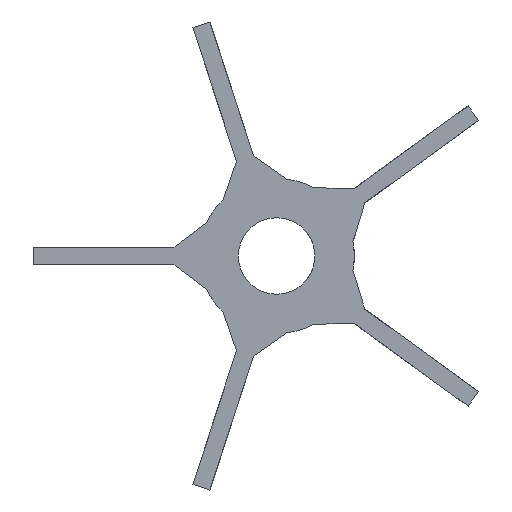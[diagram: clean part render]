
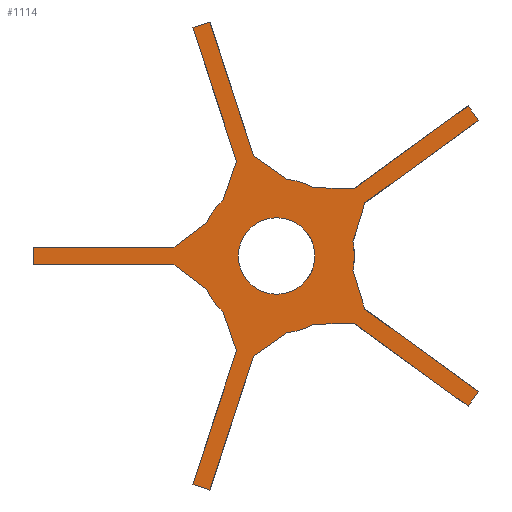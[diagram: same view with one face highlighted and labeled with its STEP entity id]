
A CAD part, front view. The second image highlights one B-rep face of the part: STEP entity #1114.
In plain terms, the highlighted planar face has unit normal (0, -1, 0).
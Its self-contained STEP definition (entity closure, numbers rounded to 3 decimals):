
#46=FACE_BOUND('',#209,.T.);
#75=PLANE('',#1231);
#130=FACE_OUTER_BOUND('',#208,.T.);
#208=EDGE_LOOP('',(#992,#993,#994,#995,#996,#997,#998,#999,#1000,#1001,
#1002,#1003,#1004,#1005,#1006,#1007,#1008,#1009,#1010,#1011,#1012,#1013,
#1014,#1015,#1016,#1017,#1018,#1019,#1020,#1021));
#209=EDGE_LOOP('',(#1022));
#218=LINE('',#1564,#322);
#226=LINE('',#1589,#330);
#234=LINE('',#1614,#338);
#242=LINE('',#1639,#346);
#250=LINE('',#1664,#354);
#266=LINE('',#1754,#370);
#270=LINE('',#1763,#374);
#273=LINE('',#1771,#377);
#275=LINE('',#1775,#379);
#278=LINE('',#1783,#382);
#280=LINE('',#1787,#384);
#282=LINE('',#1795,#386);
#284=LINE('',#1803,#388);
#286=LINE('',#1812,#390);
#289=LINE('',#1822,#393);
#294=LINE('',#1871,#398);
#306=LINE('',#1897,#410);
#307=LINE('',#1900,#411);
#310=LINE('',#1905,#414);
#311=LINE('',#1908,#415);
#313=LINE('',#1911,#417);
#314=LINE('',#1913,#418);
#315=LINE('',#1919,#419);
#316=LINE('',#1920,#420);
#317=LINE('',#1921,#421);
#322=VECTOR('',#1250,10.);
#330=VECTOR('',#1272,10.);
#338=VECTOR('',#1294,10.);
#346=VECTOR('',#1316,10.);
#354=VECTOR('',#1338,10.);
#370=VECTOR('',#1388,10.);
#374=VECTOR('',#1396,10.);
#377=VECTOR('',#1405,10.);
#379=VECTOR('',#1409,10.);
#382=VECTOR('',#1418,10.);
#384=VECTOR('',#1422,10.);
#386=VECTOR('',#1430,10.);
#388=VECTOR('',#1438,10.);
#390=VECTOR('',#1446,10.);
#393=VECTOR('',#1455,10.);
#398=VECTOR('',#1470,10.);
#410=VECTOR('',#1508,10.);
#411=VECTOR('',#1511,10.);
#414=VECTOR('',#1516,10.);
#415=VECTOR('',#1519,10.);
#417=VECTOR('',#1523,10.);
#418=VECTOR('',#1526,10.);
#419=VECTOR('',#1537,10.);
#420=VECTOR('',#1538,10.);
#421=VECTOR('',#1539,10.);
#451=CIRCLE('',#1180,15.025);
#452=CIRCLE('',#1185,30.5);
#453=CIRCLE('',#1189,30.5);
#464=CIRCLE('',#1210,30.5);
#465=CIRCLE('',#1228,30.5);
#466=CIRCLE('',#1230,30.5);
#472=VERTEX_POINT('',#1561);
#473=VERTEX_POINT('',#1563);
#482=VERTEX_POINT('',#1586);
#483=VERTEX_POINT('',#1588);
#492=VERTEX_POINT('',#1611);
#493=VERTEX_POINT('',#1613);
#502=VERTEX_POINT('',#1636);
#503=VERTEX_POINT('',#1638);
#512=VERTEX_POINT('',#1661);
#513=VERTEX_POINT('',#1663);
#530=VERTEX_POINT('',#1709);
#533=VERTEX_POINT('',#1751);
#534=VERTEX_POINT('',#1753);
#537=VERTEX_POINT('',#1761);
#538=VERTEX_POINT('',#1765);
#539=VERTEX_POINT('',#1769);
#540=VERTEX_POINT('',#1773);
#541=VERTEX_POINT('',#1777);
#542=VERTEX_POINT('',#1781);
#543=VERTEX_POINT('',#1785);
#546=VERTEX_POINT('',#1793);
#549=VERTEX_POINT('',#1801);
#552=VERTEX_POINT('',#1809);
#553=VERTEX_POINT('',#1811);
#556=VERTEX_POINT('',#1819);
#557=VERTEX_POINT('',#1821);
#564=VERTEX_POINT('',#1869);
#565=VERTEX_POINT('',#1895);
#566=VERTEX_POINT('',#1899);
#567=VERTEX_POINT('',#1903);
#568=VERTEX_POINT('',#1907);
#575=EDGE_CURVE('',#472,#473,#218,.T.);
#587=EDGE_CURVE('',#482,#483,#226,.T.);
#599=EDGE_CURVE('',#492,#493,#234,.T.);
#611=EDGE_CURVE('',#502,#503,#242,.T.);
#623=EDGE_CURVE('',#512,#513,#250,.T.);
#649=EDGE_CURVE('',#530,#530,#451,.T.);
#653=EDGE_CURVE('',#533,#534,#266,.T.);
#658=EDGE_CURVE('',#537,#482,#270,.T.);
#660=EDGE_CURVE('',#538,#537,#452,.T.);
#662=EDGE_CURVE('',#539,#538,#273,.T.);
#664=EDGE_CURVE('',#540,#492,#275,.T.);
#666=EDGE_CURVE('',#541,#540,#453,.T.);
#668=EDGE_CURVE('',#542,#541,#278,.T.);
#670=EDGE_CURVE('',#543,#542,#280,.T.);
#674=EDGE_CURVE('',#546,#539,#282,.T.);
#678=EDGE_CURVE('',#549,#533,#284,.T.);
#682=EDGE_CURVE('',#552,#553,#286,.T.);
#687=EDGE_CURVE('',#556,#557,#289,.T.);
#699=EDGE_CURVE('',#564,#472,#294,.T.);
#700=EDGE_CURVE('',#534,#564,#464,.T.);
#712=EDGE_CURVE('',#565,#502,#306,.T.);
#713=EDGE_CURVE('',#557,#566,#307,.T.);
#716=EDGE_CURVE('',#567,#512,#310,.T.);
#717=EDGE_CURVE('',#553,#568,#311,.T.);
#719=EDGE_CURVE('',#503,#543,#313,.T.);
#720=EDGE_CURVE('',#513,#556,#314,.T.);
#721=EDGE_CURVE('',#568,#567,#465,.T.);
#722=EDGE_CURVE('',#566,#565,#466,.T.);
#723=EDGE_CURVE('',#473,#552,#315,.T.);
#724=EDGE_CURVE('',#483,#549,#316,.T.);
#725=EDGE_CURVE('',#493,#546,#317,.T.);
#992=ORIENTED_EDGE('',*,*,#713,.F.);
#993=ORIENTED_EDGE('',*,*,#687,.F.);
#994=ORIENTED_EDGE('',*,*,#720,.F.);
#995=ORIENTED_EDGE('',*,*,#623,.F.);
#996=ORIENTED_EDGE('',*,*,#716,.F.);
#997=ORIENTED_EDGE('',*,*,#721,.F.);
#998=ORIENTED_EDGE('',*,*,#717,.F.);
#999=ORIENTED_EDGE('',*,*,#682,.F.);
#1000=ORIENTED_EDGE('',*,*,#723,.F.);
#1001=ORIENTED_EDGE('',*,*,#575,.F.);
#1002=ORIENTED_EDGE('',*,*,#699,.F.);
#1003=ORIENTED_EDGE('',*,*,#700,.F.);
#1004=ORIENTED_EDGE('',*,*,#653,.F.);
#1005=ORIENTED_EDGE('',*,*,#678,.F.);
#1006=ORIENTED_EDGE('',*,*,#724,.F.);
#1007=ORIENTED_EDGE('',*,*,#587,.F.);
#1008=ORIENTED_EDGE('',*,*,#658,.F.);
#1009=ORIENTED_EDGE('',*,*,#660,.F.);
#1010=ORIENTED_EDGE('',*,*,#662,.F.);
#1011=ORIENTED_EDGE('',*,*,#674,.F.);
#1012=ORIENTED_EDGE('',*,*,#725,.F.);
#1013=ORIENTED_EDGE('',*,*,#599,.F.);
#1014=ORIENTED_EDGE('',*,*,#664,.F.);
#1015=ORIENTED_EDGE('',*,*,#666,.F.);
#1016=ORIENTED_EDGE('',*,*,#668,.F.);
#1017=ORIENTED_EDGE('',*,*,#670,.F.);
#1018=ORIENTED_EDGE('',*,*,#719,.F.);
#1019=ORIENTED_EDGE('',*,*,#611,.F.);
#1020=ORIENTED_EDGE('',*,*,#712,.F.);
#1021=ORIENTED_EDGE('',*,*,#722,.F.);
#1022=ORIENTED_EDGE('',*,*,#649,.F.);
#1114=ADVANCED_FACE('',(#130,#46),#75,.F.);
#1180=AXIS2_PLACEMENT_3D('',#1711,#1383,#1384);
#1185=AXIS2_PLACEMENT_3D('',#1767,#1400,#1401);
#1189=AXIS2_PLACEMENT_3D('',#1779,#1413,#1414);
#1210=AXIS2_PLACEMENT_3D('',#1873,#1473,#1474);
#1228=AXIS2_PLACEMENT_3D('',#1915,#1529,#1530);
#1230=AXIS2_PLACEMENT_3D('',#1917,#1533,#1534);
#1231=AXIS2_PLACEMENT_3D('',#1918,#1535,#1536);
#1250=DIRECTION('',(0.809,0.,-0.588));
#1272=DIRECTION('',(0.809,0.,0.588));
#1294=DIRECTION('',(-0.309,0.,0.951));
#1316=DIRECTION('',(-1.,0.,0.));
#1338=DIRECTION('',(-0.309,0.,-0.951));
#1383=DIRECTION('center_axis',(0.,-1.,0.));
#1384=DIRECTION('ref_axis',(1.,0.,0.));
#1388=DIRECTION('',(-0.293,0.,-0.956));
#1396=DIRECTION('',(1.,0.,-0.017));
#1400=DIRECTION('center_axis',(0.,1.,0.));
#1401=DIRECTION('ref_axis',(1.,0.,0.));
#1405=DIRECTION('',(0.819,0.,-0.574));
#1409=DIRECTION('',(0.325,0.,0.946));
#1413=DIRECTION('center_axis',(0.,1.,0.));
#1414=DIRECTION('ref_axis',(1.,0.,0.));
#1418=DIRECTION('',(0.799,0.,0.602));
#1422=DIRECTION('',(1.,0.,0.));
#1430=DIRECTION('',(0.309,0.,-0.951));
#1438=DIRECTION('',(-0.809,0.,-0.588));
#1446=DIRECTION('',(-0.809,0.,0.588));
#1455=DIRECTION('',(0.309,0.,0.951));
#1470=DIRECTION('',(0.293,0.,-0.956));
#1473=DIRECTION('center_axis',(0.,1.,0.));
#1474=DIRECTION('ref_axis',(1.,0.,0.));
#1508=DIRECTION('',(-0.799,0.,0.602));
#1511=DIRECTION('',(-0.325,0.,0.946));
#1516=DIRECTION('',(-0.819,0.,-0.574));
#1519=DIRECTION('',(-1.,0.,-0.017));
#1523=DIRECTION('',(0.,0.,1.));
#1526=DIRECTION('',(-0.951,0.,0.309));
#1529=DIRECTION('center_axis',(0.,1.,0.));
#1530=DIRECTION('ref_axis',(1.,0.,0.));
#1533=DIRECTION('center_axis',(0.,1.,0.));
#1534=DIRECTION('ref_axis',(1.,0.,0.));
#1535=DIRECTION('center_axis',(0.,1.,0.));
#1536=DIRECTION('ref_axis',(1.,0.,0.));
#1537=DIRECTION('',(-0.588,0.,-0.809));
#1538=DIRECTION('',(0.588,0.,-0.809));
#1539=DIRECTION('',(0.951,0.,0.309));
#1561=CARTESIAN_POINT('',(34.659,0.,-20.855));
#1563=CARTESIAN_POINT('',(79.318,0.,-53.302));
#1564=CARTESIAN_POINT('',(23.637,0.,-12.847));
#1586=CARTESIAN_POINT('',(30.545,0.,26.518));
#1588=CARTESIAN_POINT('',(75.204,0.,58.965));
#1589=CARTESIAN_POINT('',(19.523,0.,18.51));
#1611=CARTESIAN_POINT('',(-15.782,0.,37.245));
#1613=CARTESIAN_POINT('',(-32.84,0.,89.744));
#1614=CARTESIAN_POINT('',(-11.571,0.,24.287));
#1636=CARTESIAN_POINT('',(-40.299,0.,-3.5));
#1638=CARTESIAN_POINT('',(-95.5,0.,-3.5));
#1639=CARTESIAN_POINT('',(-26.674,0.,-3.5));
#1661=CARTESIAN_POINT('',(-9.124,0.,-39.408));
#1663=CARTESIAN_POINT('',(-26.182,0.,-91.907));
#1664=CARTESIAN_POINT('',(-4.914,0.,-26.45));
#1709=CARTESIAN_POINT('',(-15.025,0.,0.));
#1711=CARTESIAN_POINT('Origin',(0.,0.,0.));
#1751=CARTESIAN_POINT('',(34.659,0.,20.855));
#1753=CARTESIAN_POINT('',(29.985,0.,5.579));
#1754=CARTESIAN_POINT('',(29.09,0.,2.653));
#1761=CARTESIAN_POINT('',(14.572,0.,26.794));
#1763=CARTESIAN_POINT('',(11.512,0.,26.847));
#1765=CARTESIAN_POINT('',(3.96,0.,30.242));
#1767=CARTESIAN_POINT('Origin',(0.,0.,0.));
#1769=CARTESIAN_POINT('',(-9.124,0.,39.408));
#1771=CARTESIAN_POINT('',(6.466,0.,28.486));
#1773=CARTESIAN_POINT('',(-20.979,0.,22.139));
#1775=CARTESIAN_POINT('',(-21.975,0.,19.245));
#1777=CARTESIAN_POINT('',(-27.538,0.,13.111));
#1779=CARTESIAN_POINT('Origin',(0.,0.,0.));
#1781=CARTESIAN_POINT('',(-40.299,0.,3.5));
#1783=CARTESIAN_POINT('',(-25.094,0.,14.953));
#1785=CARTESIAN_POINT('',(-95.5,0.,3.5));
#1787=CARTESIAN_POINT('',(-95.5,0.,3.5));
#1793=CARTESIAN_POINT('',(-26.182,0.,91.907));
#1795=CARTESIAN_POINT('',(-26.182,0.,91.907));
#1801=CARTESIAN_POINT('',(79.318,0.,53.302));
#1803=CARTESIAN_POINT('',(79.318,0.,53.302));
#1809=CARTESIAN_POINT('',(75.204,0.,-58.965));
#1811=CARTESIAN_POINT('',(30.545,0.,-26.518));
#1812=CARTESIAN_POINT('',(75.204,0.,-58.965));
#1819=CARTESIAN_POINT('',(-32.84,0.,-89.744));
#1821=CARTESIAN_POINT('',(-15.782,0.,-37.245));
#1822=CARTESIAN_POINT('',(-32.84,0.,-89.744));
#1869=CARTESIAN_POINT('',(29.985,0.,-5.579));
#1871=CARTESIAN_POINT('',(29.09,0.,-2.653));
#1873=CARTESIAN_POINT('Origin',(0.,0.,0.));
#1895=CARTESIAN_POINT('',(-27.538,0.,-13.111));
#1897=CARTESIAN_POINT('',(-25.094,0.,-14.953));
#1899=CARTESIAN_POINT('',(-20.979,0.,-22.139));
#1900=CARTESIAN_POINT('',(-21.975,0.,-19.245));
#1903=CARTESIAN_POINT('',(3.96,0.,-30.242));
#1905=CARTESIAN_POINT('',(6.466,0.,-28.486));
#1907=CARTESIAN_POINT('',(14.572,0.,-26.794));
#1908=CARTESIAN_POINT('',(11.512,0.,-26.847));
#1911=CARTESIAN_POINT('',(-95.5,0.,-3.5));
#1913=CARTESIAN_POINT('',(-26.182,0.,-91.907));
#1915=CARTESIAN_POINT('Origin',(0.,0.,0.));
#1917=CARTESIAN_POINT('Origin',(0.,0.,0.));
#1918=CARTESIAN_POINT('Origin',(0.,0.,0.));
#1919=CARTESIAN_POINT('',(79.318,0.,-53.302));
#1920=CARTESIAN_POINT('',(75.204,0.,58.965));
#1921=CARTESIAN_POINT('',(-32.84,0.,89.744));
